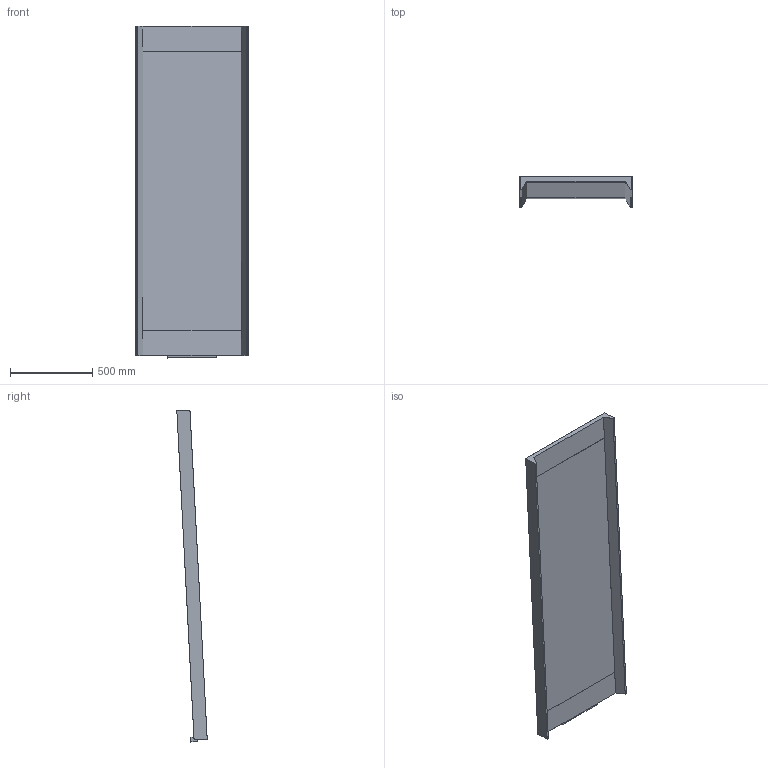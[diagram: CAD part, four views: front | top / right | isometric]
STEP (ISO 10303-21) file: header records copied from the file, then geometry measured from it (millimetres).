
FILE_DESCRIPTION(/* description */ (''),/* implementation_level */ '2;1');
FILE_NAME(/* name */ '4Y9IS0~5',/* time_stamp */ '2015-05-27T15:32:35+02:00',/* author */ (''),/* organization */ (''),/* preprocessor_version */ 'ST-DEVELOPER v15',/* originating_system */ '',/* authorisation */ '');
FILE_SCHEMA (('AUTOMOTIVE_DESIGN'));
Length unit declared in the file: millimetre
Products named in the file (1): Document
Bounding box: 680 x 184.56 x 2015.41 mm (x, y, z)
Volume: 261294.8 mm3; surface area: 3252727.1 mm2
Topology: 1 solids, 53 shells, 104 faces, 343 edges, 265 vertices
Faces by surface type: plane 75, bspline 29
Entity records: 3210 total; most frequent: CARTESIAN_POINT 1122, ORIENTED_EDGE 413, B_SPLINE_CURVE_WITH_KNOTS 310, EDGE_CURVE 303, VERTEX_POINT 253, ADVANCED_FACE 104, FACE_OUTER_BOUND 104, EDGE_LOOP 104
